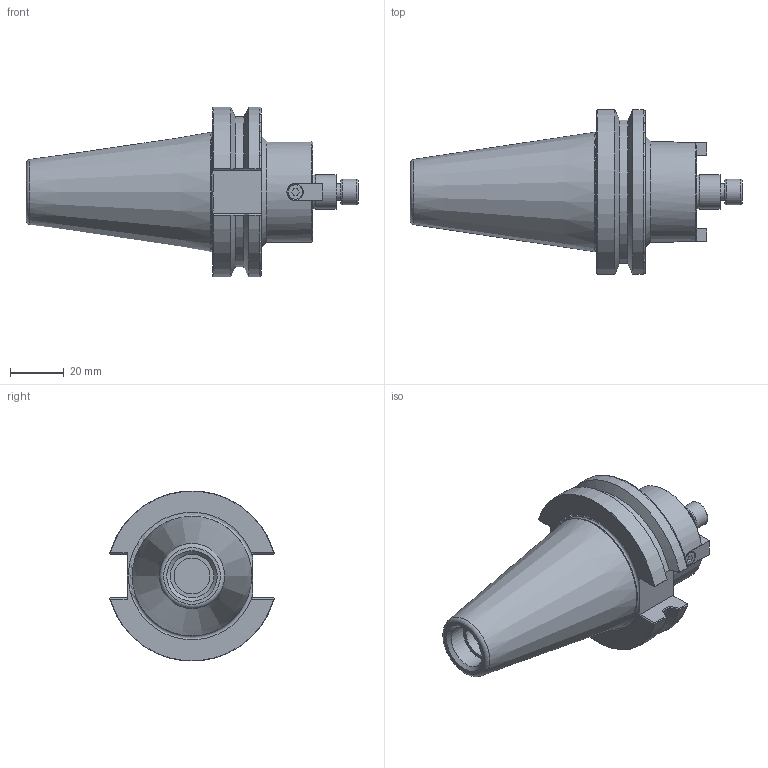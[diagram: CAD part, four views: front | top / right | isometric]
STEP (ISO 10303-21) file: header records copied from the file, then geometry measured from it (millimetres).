
FILE_DESCRIPTION(/* description */ (''),/* implementation_level */ '2;1');
FILE_NAME(/* name */ 'CAT40-FMA.500-1.5MD-REV1.stp',/* time_stamp */ '2017-02-09T21:28:48-06:00',/* author */ ('Me'),/* organization */ (''),/* preprocessor_version */ 'ST-DEVELOPER v15.6',/* originating_system */ 'Autodesk Inventor 2015',/* authorisation */ '');
FILE_SCHEMA (('AUTOMOTIVE_DESIGN { 1 0 10303 214 3 1 1 }'));
Length unit declared in the file: centimetre
Products named in the file (1): CAT40-FMA.500-1.5MD-REV1
Bounding box: 123.63 x 61.14 x 63.26 mm (x, y, z)
Volume: 127350 mm3; surface area: 24050.4 mm2
Topology: 1 solids, 2 shells, 144 faces, 357 edges, 230 vertices
Faces by surface type: plane 78, cylinder 24, cone 16, bspline 16, torus 10
Full cylindrical faces by diameter (mm): 5.359 x1, 5.461 x2, 5.715 x2, 6.35 x1, 9.525 x1, 11.113 x1, 12.7 x1, 13.386 x2, 16.256 x1, 37.5 x1, 44.45 x1
Entity records: 4864 total; most frequent: CARTESIAN_POINT 1576, ORIENTED_EDGE 642, DIRECTION 565, EDGE_CURVE 321, VERTEX_POINT 224, AXIS2_PLACEMENT_3D 196, EDGE_LOOP 187, LINE 173
